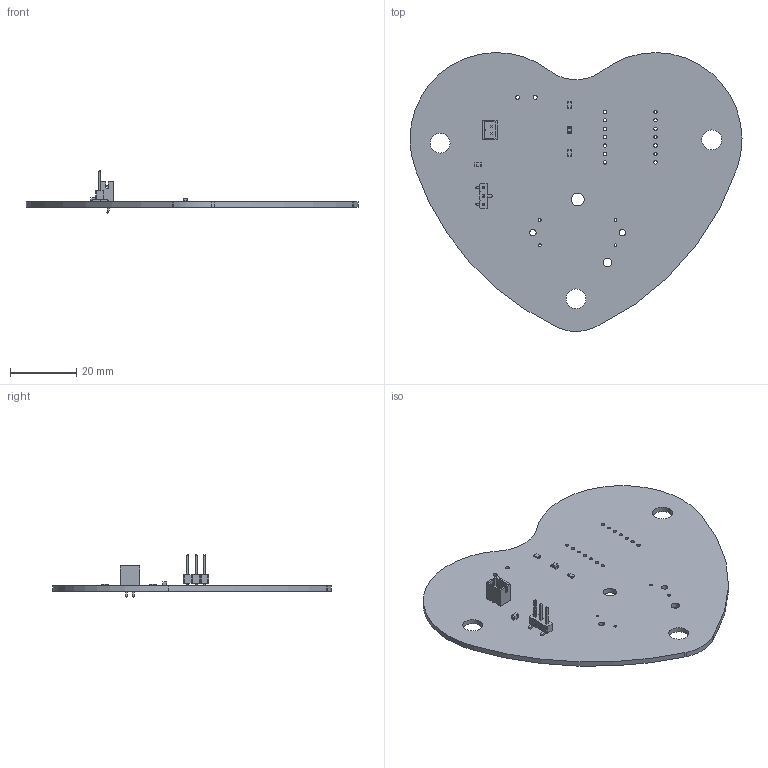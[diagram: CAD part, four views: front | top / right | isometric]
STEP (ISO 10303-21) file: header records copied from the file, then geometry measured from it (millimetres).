
FILE_DESCRIPTION(('KiCad electronic assembly'),'2;1');
FILE_NAME('mockup_01.step','2025-02-28T02:14:42',('Pcbnew'),('Kicad'), 'Open CASCADE STEP processor 7.8','KiCad to STEP converter','Unknown' );
FILE_SCHEMA(('AUTOMOTIVE_DESIGN { 1 0 10303 214 1 1 1 1 }'));
Length unit declared in the file: millimetre
Products named in the file (12): mockup_01 1; LED_0805_2012Metric; C_0805_2012Metric; R_0805_2012Metric; PinHeader_1x03_P2.54mm_Vertical_SMD_Pin1Right; PinHeader_1x03_P254mm_Vertical_SMD_Pin1Right; JST_PH_B2B-PH-K_1x02_P2.00mm_Vertical; JST_B2B_PH_K; _autosave-jazmyn_hwsw_PCB
Assembly tree (12 placements, depth 3):
  mockup_01 1
    LED_0805_2012Metric
      LED_0805_2012Metric
    C_0805_2012Metric
      C_0805_2012Metric
    R_0805_2012Metric  x2
      R_0805_2012Metric
    PinHeader_1x03_P2.54mm_Vertical_SMD_Pin1Right
      PinHeader_1x03_P254mm_Vertical_SMD_Pin1Right
    JST_PH_B2B-PH-K_1x02_P2.00mm_Vertical
      JST_B2B_PH_K
    _autosave-jazmyn_hwsw_PCB
Bounding box: 100.25 x 84.19 x 12.7 mm (x, y, z)
Volume: 9895.4 mm3; surface area: 13370.6 mm2
Topology: 7 solids, 7 shells, 351 faces, 927 edges, 602 vertices
Faces by surface type: plane 275, cylinder 76
Full cylindrical faces by diameter (mm): 0.75 x2, 0.85 x4, 1.016 x14, 1.194 x2, 1.9 x2, 2.6 x1, 3.9 x1, 6 x3
Entity records: 12244 total; most frequent: CARTESIAN_POINT 1755, ORIENTED_EDGE 1718, DIRECTION 1671, EDGE_CURVE 859, LINE 723, VECTOR 723, VERTEX_POINT 558, AXIS2_PLACEMENT_3D 474
